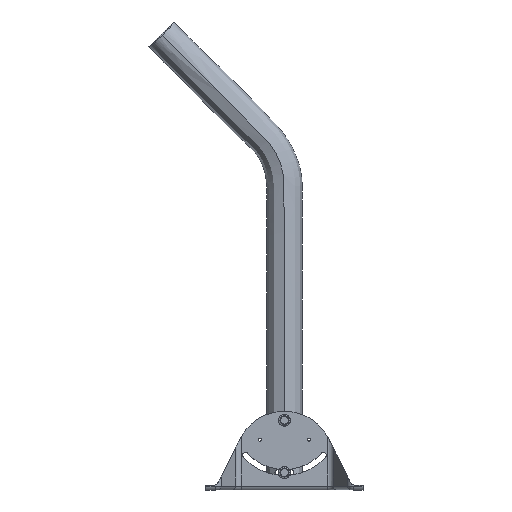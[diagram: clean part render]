
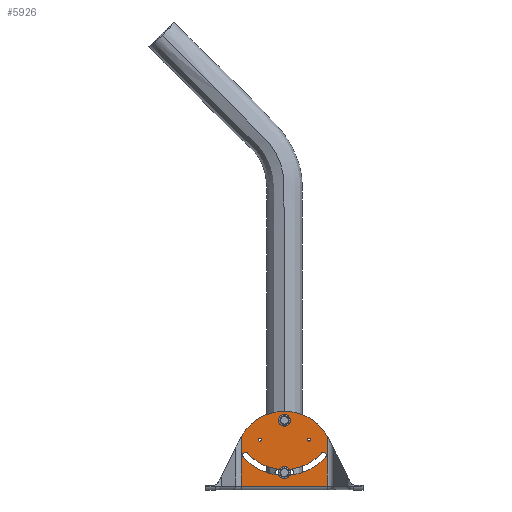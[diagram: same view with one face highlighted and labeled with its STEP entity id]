
A CAD part, top view. The second image highlights one B-rep face of the part: STEP entity #5926.
In plain terms, the highlighted planar face has unit normal (0, 0, 1).
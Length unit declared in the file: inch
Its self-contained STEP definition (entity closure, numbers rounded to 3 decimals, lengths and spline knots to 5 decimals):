
#428 = EDGE_CURVE ( 'NONE', #6841, #6774, #11262, .T. ) ;
#434 = EDGE_CURVE ( 'NONE', #6864, #6866, #11270, .T. ) ;
#468 = EDGE_CURVE ( 'NONE', #6870, #6781, #11330, .T. ) ;
#469 = EDGE_CURVE ( 'NONE', #6827, #6881, #11324, .T. ) ;
#1380 = FACE_OUTER_BOUND ( 'NONE', #2668, .T. ) ;
#1385 = FACE_BOUND ( 'NONE', #2623, .T. ) ;
#1386 = FACE_BOUND ( 'NONE', #2657, .T. ) ;
#1388 = FACE_BOUND ( 'NONE', #2593, .T. ) ;
#1389 = FACE_BOUND ( 'NONE', #2652, .T. ) ;
#2593 = EDGE_LOOP ( 'NONE', ( #5441, #5678 ) ) ;
#2623 = EDGE_LOOP ( 'NONE', ( #5709, #5620 ) ) ;
#2652 = EDGE_LOOP ( 'NONE', ( #5606, #14917 ) ) ;
#2657 = EDGE_LOOP ( 'NONE', ( #5622, #14916, #14913, #5625, #14879 ) ) ;
#2668 = EDGE_LOOP ( 'NONE', ( #5677, #5676, #5650, #5679 ) ) ;
#4639 = EDGE_CURVE ( 'NONE', #6834, #6806, #8467, .T. ) ;
#4640 = EDGE_CURVE ( 'NONE', #6881, #6827, #8468, .T. ) ;
#4641 = EDGE_CURVE ( 'NONE', #6781, #6870, #8470, .T. ) ;
#4642 = EDGE_CURVE ( 'NONE', #20543, #6869, #8471, .T. ) ;
#4643 = EDGE_CURVE ( 'NONE', #6869, #6841, #8472, .T. ) ;
#4644 = EDGE_CURVE ( 'NONE', #6774, #20609, #8473, .T. ) ;
#4645 = EDGE_CURVE ( 'NONE', #20609, #20543, #8474, .T. ) ;
#4646 = EDGE_CURVE ( 'NONE', #6866, #6864, #8475, .T. ) ;
#4647 = EDGE_CURVE ( 'NONE', #6834, #6766, #8476, .T. ) ;
#4648 = EDGE_CURVE ( 'NONE', #6806, #20541, #8477, .T. ) ;
#4649 = EDGE_CURVE ( 'NONE', #6766, #20541, #8478, .T. ) ;
#5441 = ORIENTED_EDGE ( 'NONE', *, *, #4646, .T. ) ;
#5606 = ORIENTED_EDGE ( 'NONE', *, *, #4641, .T. ) ;
#5620 = ORIENTED_EDGE ( 'NONE', *, *, #469, .T. ) ;
#5622 = ORIENTED_EDGE ( 'NONE', *, *, #4642, .T. ) ;
#5625 = ORIENTED_EDGE ( 'NONE', *, *, #4644, .T. ) ;
#5650 = ORIENTED_EDGE ( 'NONE', *, *, #4648, .T. ) ;
#5676 = ORIENTED_EDGE ( 'NONE', *, *, #4639, .T. ) ;
#5677 = ORIENTED_EDGE ( 'NONE', *, *, #4647, .F. ) ;
#5678 = ORIENTED_EDGE ( 'NONE', *, *, #434, .T. ) ;
#5679 = ORIENTED_EDGE ( 'NONE', *, *, #4649, .F. ) ;
#5709 = ORIENTED_EDGE ( 'NONE', *, *, #4640, .T. ) ;
#5926 = ADVANCED_FACE ( 'NONE', ( #1385, #1389, #1386, #1388, #1380 ), #8061, .F. ) ;
#6766 = VERTEX_POINT ( 'NONE', #10280 ) ;
#6774 = VERTEX_POINT ( 'NONE', #10288 ) ;
#6781 = VERTEX_POINT ( 'NONE', #10294 ) ;
#6806 = VERTEX_POINT ( 'NONE', #10316 ) ;
#6827 = VERTEX_POINT ( 'NONE', #10333 ) ;
#6834 = VERTEX_POINT ( 'NONE', #10338 ) ;
#6841 = VERTEX_POINT ( 'NONE', #10336 ) ;
#6864 = VERTEX_POINT ( 'NONE', #10366 ) ;
#6866 = VERTEX_POINT ( 'NONE', #10368 ) ;
#6869 = VERTEX_POINT ( 'NONE', #10370 ) ;
#6870 = VERTEX_POINT ( 'NONE', #10371 ) ;
#6881 = VERTEX_POINT ( 'NONE', #10381 ) ;
#8058 = DIRECTION ( 'NONE',  ( 0., 0., -1. ) ) ;
#8061 = PLANE ( 'NONE',  #13805 ) ;
#8062 = CARTESIAN_POINT ( 'NONE',  ( 2.39487, 0.08, 1.09375 ) ) ;
#8064 = DIRECTION ( 'NONE',  ( -1., 0., 0. ) ) ;
#8467 = LINE ( 'NONE', #19248, #8469 ) ;
#8468 = CIRCLE ( 'NONE', #13156, 0.0825 ) ;
#8469 = VECTOR ( 'NONE', #19251, 39.37008 ) ;
#8470 = CIRCLE ( 'NONE', #13161, 0.0825 ) ;
#8471 = CIRCLE ( 'NONE', #13164, 3.07589 ) ;
#8472 = CIRCLE ( 'NONE', #13167, 0.1625 ) ;
#8473 = CIRCLE ( 'NONE', #13171, 2.75088 ) ;
#8474 = CIRCLE ( 'NONE', #13174, 0.1625 ) ;
#8475 = CIRCLE ( 'NONE', #13176, 0.1645 ) ;
#8476 = CIRCLE ( 'NONE', #13180, 2.75 ) ;
#8477 = LINE ( 'NONE', #19276, #8479 ) ;
#8478 = LINE ( 'NONE', #19286, #8481 ) ;
#8479 = VECTOR ( 'NONE', #19277, 39.37008 ) ;
#8481 = VECTOR ( 'NONE', #19288, 39.37008 ) ;
#10280 = CARTESIAN_POINT ( 'NONE',  ( 2.39487, 2.97669, 1.09375 ) ) ;
#10288 = CARTESIAN_POINT ( 'NONE',  ( -2.04457, 2.0346, 1.09375 ) ) ;
#10294 = CARTESIAN_POINT ( 'NONE',  ( -1.4575, 2.79247, 1.09375 ) ) ;
#10316 = CARTESIAN_POINT ( 'NONE',  ( -2.39487, 0.205, 1.09375 ) ) ;
#10333 = CARTESIAN_POINT ( 'NONE',  ( 1.4575, 2.79247, 1.09375 ) ) ;
#10336 = CARTESIAN_POINT ( 'NONE',  ( -2.32785, 1.92588, 1.09375 ) ) ;
#10338 = CARTESIAN_POINT ( 'NONE',  ( -2.39487, 2.97669, 1.09375 ) ) ;
#10366 = CARTESIAN_POINT ( 'NONE',  ( 0.1645, 3.875, 1.09375 ) ) ;
#10368 = CARTESIAN_POINT ( 'NONE',  ( -0.1645, 3.875, 1.09375 ) ) ;
#10370 = CARTESIAN_POINT ( 'NONE',  ( -2.28613, 1.81716, 1.09375 ) ) ;
#10371 = CARTESIAN_POINT ( 'NONE',  ( -1.2925, 2.79247, 1.09375 ) ) ;
#10381 = CARTESIAN_POINT ( 'NONE',  ( 1.2925, 2.79247, 1.09375 ) ) ;
#11262 = CIRCLE ( 'NONE', #15784, 0.1625 ) ;
#11270 = CIRCLE ( 'NONE', #15787, 0.1645 ) ;
#11324 = CIRCLE ( 'NONE', #15794, 0.0825 ) ;
#11330 = CIRCLE ( 'NONE', #15793, 0.0825 ) ;
#11663 = CARTESIAN_POINT ( 'NONE',  ( 2.39487, 0.205, 1.09375 ) ) ;
#11670 = CARTESIAN_POINT ( 'NONE',  ( 2.28613, 1.81716, 1.09375 ) ) ;
#11772 = CARTESIAN_POINT ( 'NONE',  ( 2.04457, 2.0346, 1.09375 ) ) ;
#13156 = AXIS2_PLACEMENT_3D ( 'NONE', #19258, #19259, #19260 ) ;
#13161 = AXIS2_PLACEMENT_3D ( 'NONE', #19261, #19262, #19263 ) ;
#13164 = AXIS2_PLACEMENT_3D ( 'NONE', #19264, #19265, #19266 ) ;
#13167 = AXIS2_PLACEMENT_3D ( 'NONE', #19267, #19268, #19269 ) ;
#13171 = AXIS2_PLACEMENT_3D ( 'NONE', #19270, #19271, #19272 ) ;
#13174 = AXIS2_PLACEMENT_3D ( 'NONE', #19273, #19274, #19275 ) ;
#13176 = AXIS2_PLACEMENT_3D ( 'NONE', #19278, #19279, #19280 ) ;
#13180 = AXIS2_PLACEMENT_3D ( 'NONE', #19283, #19284, #19285 ) ;
#13805 = AXIS2_PLACEMENT_3D ( 'NONE', #8062, #8058, #8064 ) ;
#14879 = ORIENTED_EDGE ( 'NONE', *, *, #4645, .T. ) ;
#14913 = ORIENTED_EDGE ( 'NONE', *, *, #428, .T. ) ;
#14916 = ORIENTED_EDGE ( 'NONE', *, *, #4643, .T. ) ;
#14917 = ORIENTED_EDGE ( 'NONE', *, *, #468, .T. ) ;
#15784 = AXIS2_PLACEMENT_3D ( 'NONE', #20403, #20447, #20500 ) ;
#15787 = AXIS2_PLACEMENT_3D ( 'NONE', #20367, #20402, #20415 ) ;
#15793 = AXIS2_PLACEMENT_3D ( 'NONE', #20424, #20491, #20465 ) ;
#15794 = AXIS2_PLACEMENT_3D ( 'NONE', #20492, #20476, #20497 ) ;
#19248 = CARTESIAN_POINT ( 'NONE',  ( -2.39487, 0.08, 1.09375 ) ) ;
#19251 = DIRECTION ( 'NONE',  ( 0., -1., 0. ) ) ;
#19258 = CARTESIAN_POINT ( 'NONE',  ( 1.375, 2.79247, 1.09375 ) ) ;
#19259 = DIRECTION ( 'NONE',  ( 0., 0., -1. ) ) ;
#19260 = DIRECTION ( 'NONE',  ( -1., 0., 0. ) ) ;
#19261 = CARTESIAN_POINT ( 'NONE',  ( -1.375, 2.79247, 1.09375 ) ) ;
#19262 = DIRECTION ( 'NONE',  ( 0., 0., -1. ) ) ;
#19263 = DIRECTION ( 'NONE',  ( -1., 0., 0. ) ) ;
#19264 = CARTESIAN_POINT ( 'NONE',  ( 0., 3.875, 1.09375 ) ) ;
#19265 = DIRECTION ( 'NONE',  ( 0., 0., -1. ) ) ;
#19266 = DIRECTION ( 'NONE',  ( -1., 0., 0. ) ) ;
#19267 = CARTESIAN_POINT ( 'NONE',  ( -2.16535, 1.92588, 1.09375 ) ) ;
#19268 = DIRECTION ( 'NONE',  ( 0., 0., -1. ) ) ;
#19269 = DIRECTION ( 'NONE',  ( -1., 0., 0. ) ) ;
#19270 = CARTESIAN_POINT ( 'NONE',  ( 0., 3.875, 1.09375 ) ) ;
#19271 = DIRECTION ( 'NONE',  ( 0., 0., 1. ) ) ;
#19272 = DIRECTION ( 'NONE',  ( -1., 0., 0. ) ) ;
#19273 = CARTESIAN_POINT ( 'NONE',  ( 2.16535, 1.92588, 1.09375 ) ) ;
#19274 = DIRECTION ( 'NONE',  ( 0., 0., -1. ) ) ;
#19275 = DIRECTION ( 'NONE',  ( -1., 0., 0. ) ) ;
#19276 = CARTESIAN_POINT ( 'NONE',  ( 2.39487, 0.205, 1.09375 ) ) ;
#19277 = DIRECTION ( 'NONE',  ( 1., 0., 0. ) ) ;
#19278 = CARTESIAN_POINT ( 'NONE',  ( 0., 3.875, 1.09375 ) ) ;
#19279 = DIRECTION ( 'NONE',  ( 0., 0., -1. ) ) ;
#19280 = DIRECTION ( 'NONE',  ( -1., 0., 0. ) ) ;
#19283 = CARTESIAN_POINT ( 'NONE',  ( 0., 1.625, 1.09375 ) ) ;
#19284 = DIRECTION ( 'NONE',  ( 0., 0., -1. ) ) ;
#19285 = DIRECTION ( 'NONE',  ( -1., 0., 0. ) ) ;
#19286 = CARTESIAN_POINT ( 'NONE',  ( 2.39487, 0.08, 1.09375 ) ) ;
#19288 = DIRECTION ( 'NONE',  ( 0., -1., 0. ) ) ;
#20367 = CARTESIAN_POINT ( 'NONE',  ( 0., 3.875, 1.09375 ) ) ;
#20402 = DIRECTION ( 'NONE',  ( 0., 0., -1. ) ) ;
#20403 = CARTESIAN_POINT ( 'NONE',  ( -2.16535, 1.92588, 1.09375 ) ) ;
#20415 = DIRECTION ( 'NONE',  ( -1., 0., 0. ) ) ;
#20424 = CARTESIAN_POINT ( 'NONE',  ( -1.375, 2.79247, 1.09375 ) ) ;
#20447 = DIRECTION ( 'NONE',  ( 0., 0., -1. ) ) ;
#20465 = DIRECTION ( 'NONE',  ( -1., 0., 0. ) ) ;
#20476 = DIRECTION ( 'NONE',  ( 0., 0., -1. ) ) ;
#20491 = DIRECTION ( 'NONE',  ( 0., 0., -1. ) ) ;
#20492 = CARTESIAN_POINT ( 'NONE',  ( 1.375, 2.79247, 1.09375 ) ) ;
#20497 = DIRECTION ( 'NONE',  ( -1., 0., 0. ) ) ;
#20500 = DIRECTION ( 'NONE',  ( -1., 0., 0. ) ) ;
#20541 = VERTEX_POINT ( 'NONE', #11663 ) ;
#20543 = VERTEX_POINT ( 'NONE', #11670 ) ;
#20609 = VERTEX_POINT ( 'NONE', #11772 ) ;
